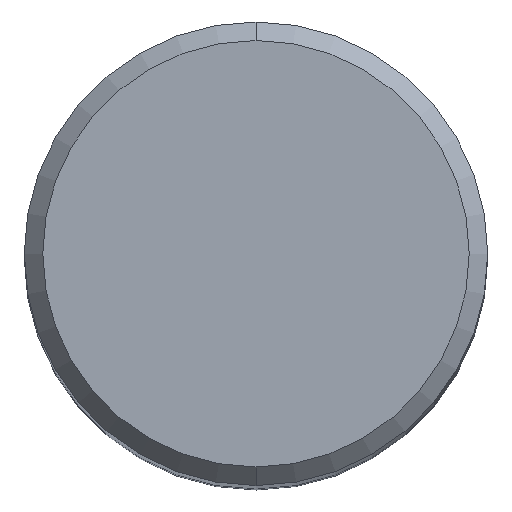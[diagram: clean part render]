
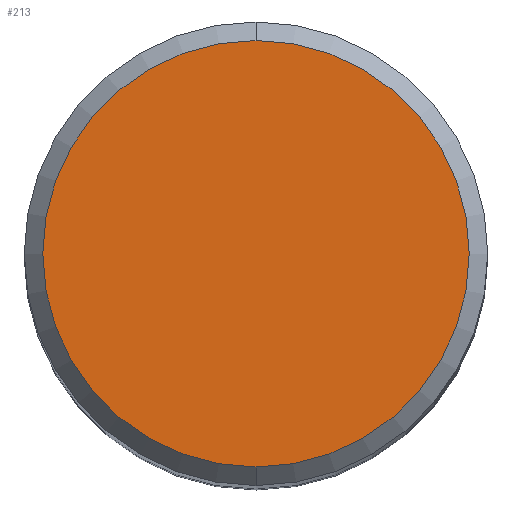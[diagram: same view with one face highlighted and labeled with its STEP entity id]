
A CAD part, top view. The second image highlights one B-rep face of the part: STEP entity #213.
In plain terms, the highlighted planar face has unit normal (0, 0, 1).
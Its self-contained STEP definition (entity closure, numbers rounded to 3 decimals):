
#203=VERTEX_POINT('',#483);
#213=ADVANCED_FACE('',(#494),#495,.T.);
#237=EDGE_CURVE('',#271,#203,#521,.T.);
#247=EDGE_CURVE('',#203,#271,#531,.T.);
#271=VERTEX_POINT('',#556);
#483=CARTESIAN_POINT('',(0.,-11.5,0.0));
#494=FACE_OUTER_BOUND('',#897,.T.);
#495=PLANE('',#898);
#521=CIRCLE('',#949,11.5);
#531=CIRCLE('',#1011,11.5);
#556=CARTESIAN_POINT('',(0.0,11.5,0.0));
#897=EDGE_LOOP('',(#1550,#1551));
#898=AXIS2_PLACEMENT_3D('',#1552,#1553,#1554);
#949=AXIS2_PLACEMENT_3D('',#1580,#1581,#1582);
#1011=AXIS2_PLACEMENT_3D('',#1590,#1591,#1592);
#1550=ORIENTED_EDGE('',*,*,#237,.F.);
#1551=ORIENTED_EDGE('',*,*,#247,.F.);
#1552=CARTESIAN_POINT('',(0.0,5.75,0.0));
#1553=DIRECTION('',(-0.0,0.0,1.0));
#1554=DIRECTION('',(0.0,-1.0,0.0));
#1580=CARTESIAN_POINT('',(0.0,0.0,0.0));
#1581=DIRECTION('',(0.0,0.0,-1.0));
#1582=DIRECTION('',(0.0,1.0,0.0));
#1590=CARTESIAN_POINT('',(0.0,0.0,0.0));
#1591=DIRECTION('',(0.0,0.0,-1.0));
#1592=DIRECTION('',(0.0,1.0,0.0));
